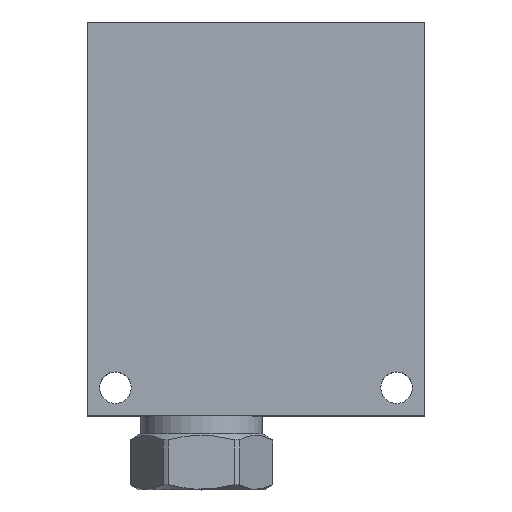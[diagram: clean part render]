
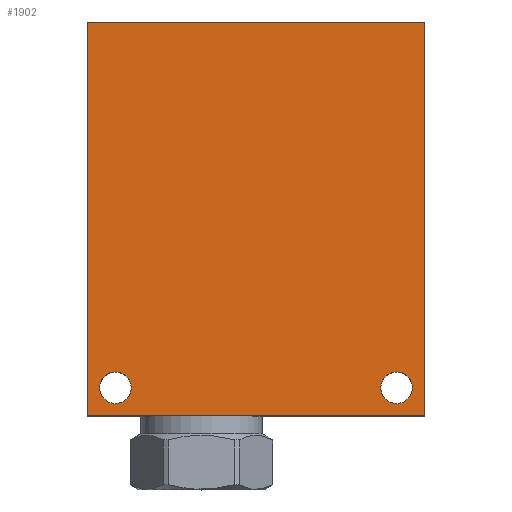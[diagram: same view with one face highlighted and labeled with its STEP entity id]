
A CAD part, top view. The second image highlights one B-rep face of the part: STEP entity #1902.
In plain terms, the highlighted planar face has unit normal (0, 0, 1).
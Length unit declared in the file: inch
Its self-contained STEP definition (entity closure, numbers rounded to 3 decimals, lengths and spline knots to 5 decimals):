
#93=DIRECTION('',(0.,-1.,0.));
#94=VECTOR('',#93,3.5);
#95=CARTESIAN_POINT('',(0.,0.,1.5));
#96=LINE('',#95,#94);
#97=DIRECTION('',(-1.,0.,0.));
#98=VECTOR('',#97,3.);
#99=CARTESIAN_POINT('',(3.,0.,1.5));
#100=LINE('',#99,#98);
#101=DIRECTION('',(0.,1.,0.));
#102=VECTOR('',#101,3.5);
#103=CARTESIAN_POINT('',(3.,-3.5,1.5));
#104=LINE('',#103,#102);
#105=DIRECTION('',(1.,0.,0.));
#106=VECTOR('',#105,3.);
#107=CARTESIAN_POINT('',(0.,-3.5,1.5));
#108=LINE('',#107,#106);
#109=CARTESIAN_POINT('',(0.25,-3.25,1.5));
#110=DIRECTION('',(0.,0.,1.));
#111=DIRECTION('',(0.,1.,0.));
#112=AXIS2_PLACEMENT_3D('',#109,#110,#111);
#114=CARTESIAN_POINT('',(0.25,-3.25,1.5));
#115=DIRECTION('',(0.,0.,1.));
#116=DIRECTION('',(0.,-1.,0.));
#117=AXIS2_PLACEMENT_3D('',#114,#115,#116);
#119=CARTESIAN_POINT('',(2.75,-3.25,1.5));
#120=DIRECTION('',(0.,0.,1.));
#121=DIRECTION('',(0.,1.,0.));
#122=AXIS2_PLACEMENT_3D('',#119,#120,#121);
#124=CARTESIAN_POINT('',(2.75,-3.25,1.5));
#125=DIRECTION('',(0.,0.,1.));
#126=DIRECTION('',(0.,-1.,0.));
#127=AXIS2_PLACEMENT_3D('',#124,#125,#126);
#1605=CARTESIAN_POINT('',(0.,0.,1.5));
#1606=CARTESIAN_POINT('',(0.,-3.5,1.5));
#1607=VERTEX_POINT('',#1605);
#1608=VERTEX_POINT('',#1606);
#1609=CARTESIAN_POINT('',(3.,-3.5,1.5));
#1610=VERTEX_POINT('',#1609);
#1611=CARTESIAN_POINT('',(3.,0.,1.5));
#1612=VERTEX_POINT('',#1611);
#1617=CARTESIAN_POINT('',(0.25,-3.1095,1.5));
#1618=CARTESIAN_POINT('',(0.25,-3.3905,1.5));
#1619=VERTEX_POINT('',#1617);
#1620=VERTEX_POINT('',#1618);
#1625=CARTESIAN_POINT('',(2.75,-3.1095,1.5));
#1626=CARTESIAN_POINT('',(2.75,-3.3905,1.5));
#1627=VERTEX_POINT('',#1625);
#1628=VERTEX_POINT('',#1626);
#1879=CARTESIAN_POINT('',(0.,0.,1.5));
#1880=DIRECTION('',(0.,0.,1.));
#1881=DIRECTION('',(1.,0.,0.));
#1882=AXIS2_PLACEMENT_3D('',#1879,#1880,#1881);
#1883=PLANE('',#1882);
#1884=ORIENTED_EDGE('',*,*,#1807,.F.);
#1885=ORIENTED_EDGE('',*,*,#1828,.F.);
#1886=ORIENTED_EDGE('',*,*,#1848,.F.);
#1887=ORIENTED_EDGE('',*,*,#1867,.F.);
#1888=EDGE_LOOP('',(#1884,#1885,#1886,#1887));
#1889=FACE_OUTER_BOUND('',#1888,.F.);
#1891=ORIENTED_EDGE('',*,*,#1890,.T.);
#1893=ORIENTED_EDGE('',*,*,#1892,.T.);
#1894=EDGE_LOOP('',(#1891,#1893));
#1895=FACE_BOUND('',#1894,.F.);
#1897=ORIENTED_EDGE('',*,*,#1896,.T.);
#1899=ORIENTED_EDGE('',*,*,#1898,.T.);
#1900=EDGE_LOOP('',(#1897,#1899));
#1901=FACE_BOUND('',#1900,.F.);
#1902=ADVANCED_FACE('',(#1889,#1895,#1901),#1883,.T.);
#113=CIRCLE('',#112,0.1405);
#118=CIRCLE('',#117,0.1405);
#123=CIRCLE('',#122,0.1405);
#128=CIRCLE('',#127,0.1405);
#1807=EDGE_CURVE('',#1607,#1608,#96,.T.);
#1828=EDGE_CURVE('',#1612,#1607,#100,.T.);
#1848=EDGE_CURVE('',#1610,#1612,#104,.T.);
#1867=EDGE_CURVE('',#1608,#1610,#108,.T.);
#1890=EDGE_CURVE('',#1619,#1620,#113,.T.);
#1892=EDGE_CURVE('',#1620,#1619,#118,.T.);
#1896=EDGE_CURVE('',#1627,#1628,#123,.T.);
#1898=EDGE_CURVE('',#1628,#1627,#128,.T.);
